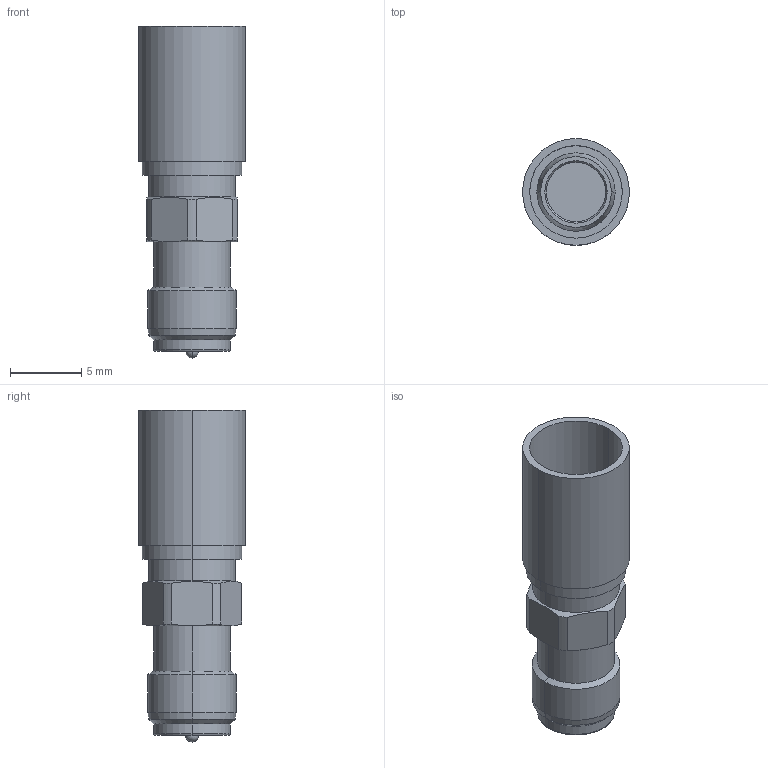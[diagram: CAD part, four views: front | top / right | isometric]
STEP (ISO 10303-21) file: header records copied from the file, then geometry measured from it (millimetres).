
FILE_DESCRIPTION (( 'STEP AP214' ), '1' );
FILE_NAME ('J01151R0051.STEP', '2017-05-15T08:44:15', ( '' ), ( '' ), 'SwSTEP 2.0', 'SolidWorks 2015', '' );
FILE_SCHEMA (( 'AUTOMOTIVE_DESIGN' ));
Length unit declared in the file: millimetre
Products named in the file (1): J01151R0051
Bounding box: 7.5 x 7.5 x 23.32 mm (x, y, z)
Volume: 575.9 mm3; surface area: 848.3 mm2
Topology: 1 solids, 1 shells, 65 faces, 150 edges, 93 vertices
Faces by surface type: cylinder 28, cone 18, plane 15, sphere 2, torus 2
Entity records: 2582 total; most frequent: CARTESIAN_POINT 371, DIRECTION 336, ORIENTED_EDGE 296, EDGE_CURVE 148, AXIS2_PLACEMENT_3D 142, VERTEX_POINT 93, CIRCLE 76, EDGE_LOOP 73
